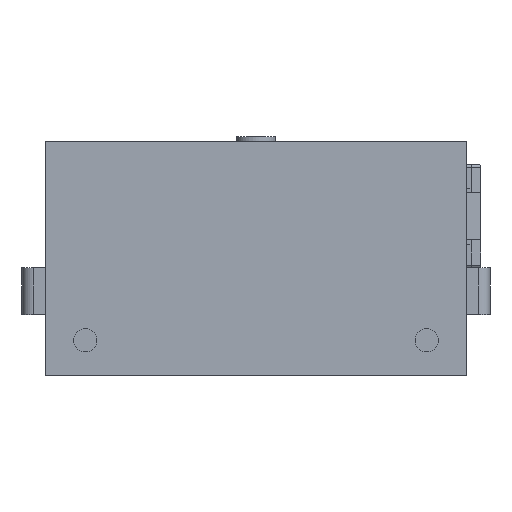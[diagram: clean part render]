
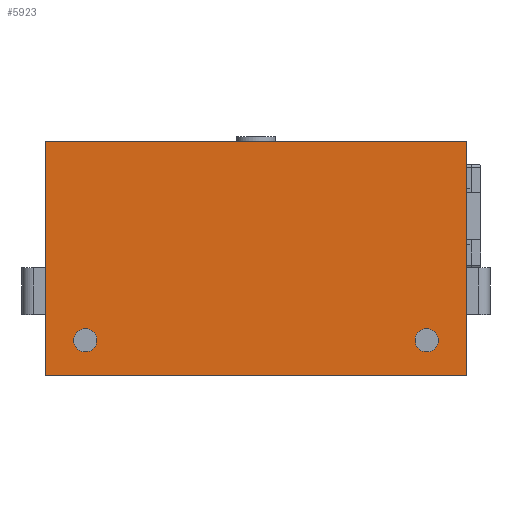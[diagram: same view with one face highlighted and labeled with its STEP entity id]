
A CAD part, left-side view. The second image highlights one B-rep face of the part: STEP entity #5923.
In plain terms, the highlighted face is planar.
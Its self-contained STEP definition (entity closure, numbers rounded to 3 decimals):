
#344=FACE_BOUND('',#1316,.T.);
#345=FACE_BOUND('',#1317,.T.);
#503=PLANE('',#6878);
#857=FACE_OUTER_BOUND('',#1315,.T.);
#1315=EDGE_LOOP('',(#5396,#5397,#5398,#5399));
#1316=EDGE_LOOP('',(#5400));
#1317=EDGE_LOOP('',(#5401));
#1712=LINE('',#11728,#2109);
#1713=LINE('',#11731,#2110);
#1714=LINE('',#11733,#2111);
#1715=LINE('',#11734,#2112);
#2109=VECTOR('',#8841,10.);
#2110=VECTOR('',#8844,10.);
#2111=VECTOR('',#8845,10.);
#2112=VECTOR('',#8846,10.);
#2499=CIRCLE('',#6873,5.);
#2501=CIRCLE('',#6876,5.);
#3000=VERTEX_POINT('',#11711);
#3002=VERTEX_POINT('',#11717);
#3004=VERTEX_POINT('',#11722);
#3006=VERTEX_POINT('',#11726);
#3007=VERTEX_POINT('',#11730);
#3008=VERTEX_POINT('',#11732);
#3798=EDGE_CURVE('',#3000,#3000,#2499,.T.);
#3801=EDGE_CURVE('',#3002,#3002,#2501,.T.);
#3805=EDGE_CURVE('',#3004,#3006,#1712,.T.);
#3806=EDGE_CURVE('',#3004,#3007,#1713,.T.);
#3807=EDGE_CURVE('',#3008,#3006,#1714,.T.);
#3808=EDGE_CURVE('',#3007,#3008,#1715,.T.);
#5396=ORIENTED_EDGE('',*,*,#3806,.F.);
#5397=ORIENTED_EDGE('',*,*,#3805,.T.);
#5398=ORIENTED_EDGE('',*,*,#3807,.F.);
#5399=ORIENTED_EDGE('',*,*,#3808,.F.);
#5400=ORIENTED_EDGE('',*,*,#3798,.T.);
#5401=ORIENTED_EDGE('',*,*,#3801,.T.);
#5923=ADVANCED_FACE('',(#857,#344,#345),#503,.T.);
#6873=AXIS2_PLACEMENT_3D('',#11713,#8827,#8828);
#6876=AXIS2_PLACEMENT_3D('',#11719,#8834,#8835);
#6878=AXIS2_PLACEMENT_3D('',#11729,#8842,#8843);
#8827=DIRECTION('center_axis',(0.,1.,0.));
#8828=DIRECTION('ref_axis',(1.,0.,0.));
#8834=DIRECTION('center_axis',(0.,1.,0.));
#8835=DIRECTION('ref_axis',(-1.,0.,0.));
#8841=DIRECTION('',(0.,0.,1.));
#8842=DIRECTION('center_axis',(0.,-1.,0.));
#8843=DIRECTION('ref_axis',(1.,0.,0.));
#8844=DIRECTION('',(-1.,0.,0.));
#8845=DIRECTION('',(1.,0.,0.));
#8846=DIRECTION('',(0.,0.,1.));
#11711=CARTESIAN_POINT('',(-78.,-60.,15.));
#11713=CARTESIAN_POINT('Origin',(-73.,-60.,15.));
#11717=CARTESIAN_POINT('',(78.,-60.,15.));
#11719=CARTESIAN_POINT('Origin',(73.,-60.,15.));
#11722=CARTESIAN_POINT('',(90.,-60.,0.));
#11726=CARTESIAN_POINT('',(90.,-60.,100.));
#11728=CARTESIAN_POINT('',(90.,-60.,0.));
#11729=CARTESIAN_POINT('Origin',(-90.,-60.,0.));
#11730=CARTESIAN_POINT('',(-90.,-60.,0.));
#11731=CARTESIAN_POINT('',(90.,-60.,0.));
#11732=CARTESIAN_POINT('',(-90.,-60.,100.));
#11733=CARTESIAN_POINT('',(90.,-60.,100.));
#11734=CARTESIAN_POINT('',(-90.,-60.,0.));
